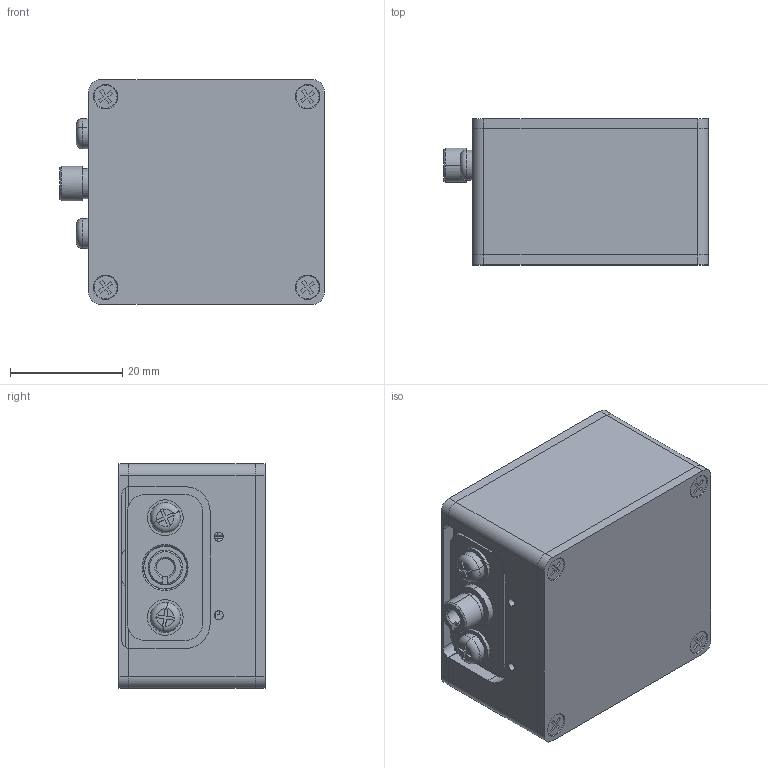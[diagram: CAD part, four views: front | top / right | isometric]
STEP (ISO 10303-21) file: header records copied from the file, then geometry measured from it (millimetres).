
FILE_DESCRIPTION (( 'STEP AP203' ), '1' );
FILE_NAME ('OCEAN-ST_CC-test-solid-3-step.STEP', '2025-04-03T17:39:40', ( '' ), ( '' ), 'SwSTEP 2.0', 'SolidWorks 2023', '' );
FILE_SCHEMA (( 'CONFIG_CONTROL_DESIGN' ));
Length unit declared in the file: inch
Products named in the file (1): OCEAN-ST_CC-test-solid-3-step
Bounding box: 47.19 x 26.03 x 40 mm (x, y, z)
Volume: 9436.5 mm3; surface area: 17579.2 mm2
Topology: 18 solids, 18 shells, 1326 faces, 3608 edges, 2364 vertices
Faces by surface type: plane 920, cylinder 333, cone 49, bspline 19, torus 5
Entity records: 42035 total; most frequent: CARTESIAN_POINT 7896, ORIENTED_EDGE 7200, DIRECTION 6938, EDGE_CURVE 3600, VECTOR 2764, LINE 2764, VERTEX_POINT 2364, AXIS2_PLACEMENT_3D 2087
